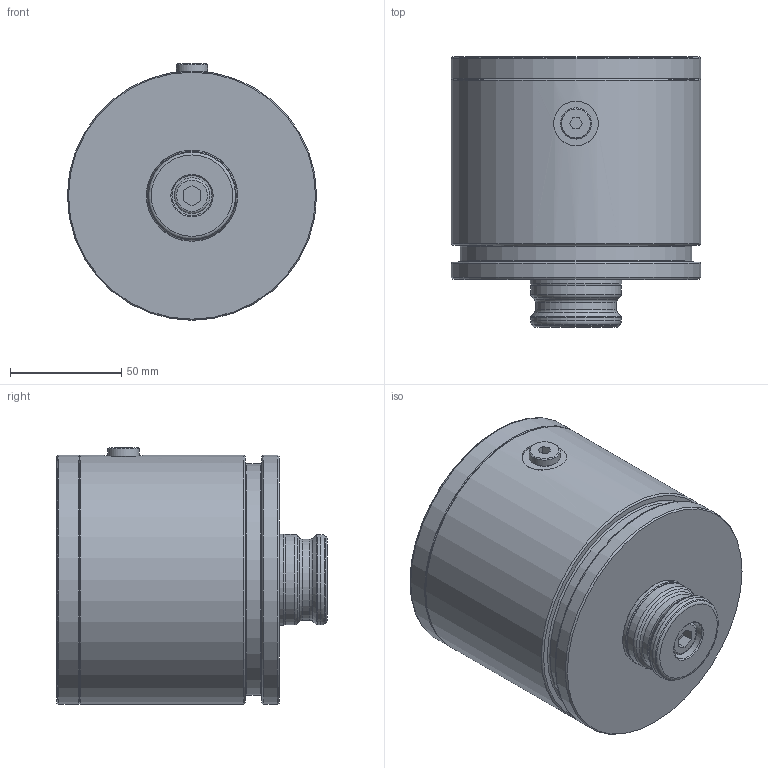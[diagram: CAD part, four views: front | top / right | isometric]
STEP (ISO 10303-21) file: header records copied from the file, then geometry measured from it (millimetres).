
FILE_DESCRIPTION (( 'STEP AP214' ), '1' );
FILE_NAME ('STARK_805 310_A.STEP', '2022-03-01T13:07:49', ( '' ), ( '' ), 'SwSTEP 2.0', 'SolidWorks 2021', '' );
FILE_SCHEMA (( 'AUTOMOTIVE_DESIGN' ));
Length unit declared in the file: millimetre
Products named in the file (1): STARK_805 310_A
Bounding box: 112 x 121.5 x 115.3 mm (x, y, z)
Volume: 966843.4 mm3; surface area: 72914.4 mm2
Topology: 1 solids, 22 shells, 489 faces, 1173 edges, 759 vertices
Faces by surface type: plane 214, cylinder 115, cone 86, torus 50, bspline 12, sphere 12
Full cylindrical faces by diameter (mm): 6 x8, 6.8 x8, 8.8 x1, 9.75 x1, 10 x9, 10.2 x2, 10.3 x1, 11 x8, 12.3 x2, 12.4 x1, 14 x1, 16 x1, 18 x1, 20 x1, 25 x2, 36.38 x1, 40.6 x2, 41 x3, 41.2 x1, 104 x1, 112 x3
Entity records: 19313 total; most frequent: CARTESIAN_POINT 4985, DIRECTION 2092, ORIENTED_EDGE 1928, EDGE_CURVE 964, AXIS2_PLACEMENT_3D 860, VERTEX_POINT 696, EDGE_LOOP 690, FACE_OUTER_BOUND 573
